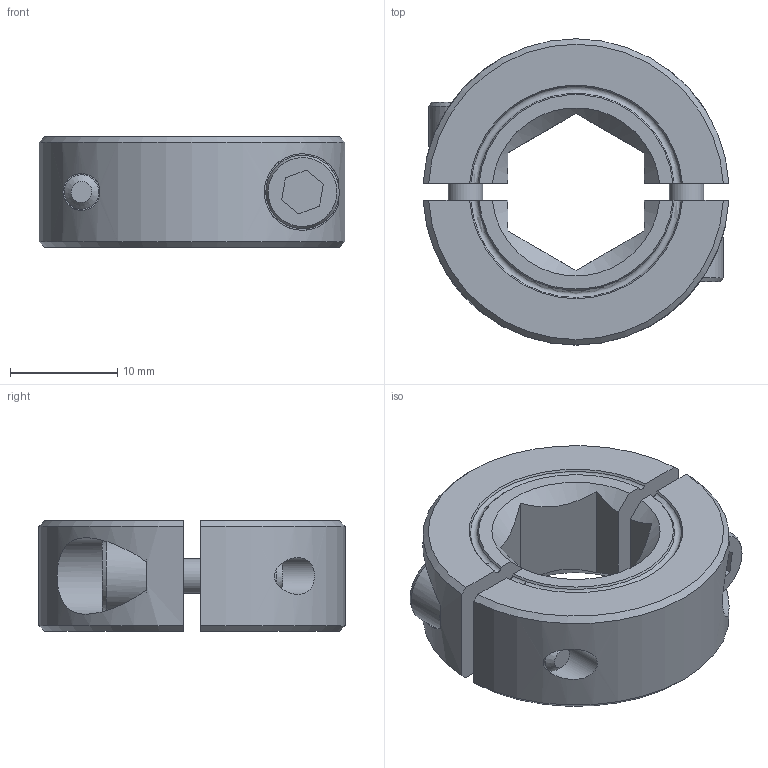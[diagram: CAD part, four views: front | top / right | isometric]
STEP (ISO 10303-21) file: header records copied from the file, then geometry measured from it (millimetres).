
FILE_DESCRIPTION(/* description */ (''),/* implementation_level */ '2;1');
FILE_NAME(/* name */ 'SP-8HX-A-2.stp',/* time_stamp */ '2019-11-04T10:33:46+08:00',/* author */ (''),/* organization */ (''),/* preprocessor_version */ 'ST-DEVELOPER v16',/* originating_system */ 'SIEMENS PLM Software NX 10.0',/* authorisation */ '');
FILE_SCHEMA (('AUTOMOTIVE_DESIGN { 1 0 10303 214 3 1 1 1 }'));
Length unit declared in the file: millimetre
Products named in the file (1): Admi1EB0D47Af7yh
Bounding box: 28.53 x 28.57 x 10.31 mm (x, y, z)
Volume: 4593.1 mm3; surface area: 3470.4 mm2
Topology: 4 solids, 4 shells, 70 faces, 176 edges, 120 vertices
Faces by surface type: plane 40, cone 16, cylinder 12, torus 2
Full cylindrical faces by diameter (mm): 3.221 x2, 3.454 x2, 4.305 x2, 6.858 x2
Entity records: 2330 total; most frequent: CARTESIAN_POINT 729, ORIENTED_EDGE 312, DIRECTION 290, EDGE_CURVE 156, VERTEX_POINT 112, AXIS2_PLACEMENT_3D 111, EDGE_LOOP 96, ADVANCED_FACE 70
